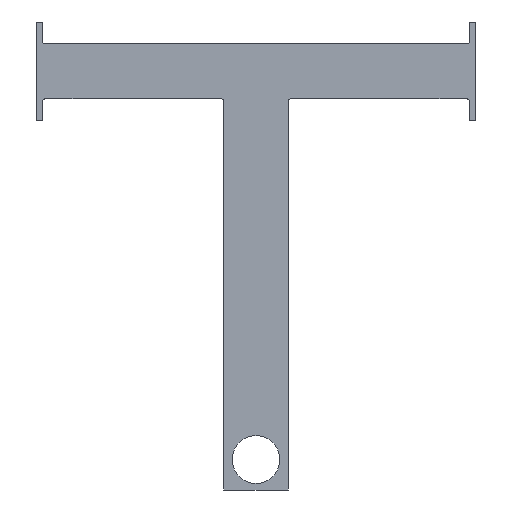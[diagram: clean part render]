
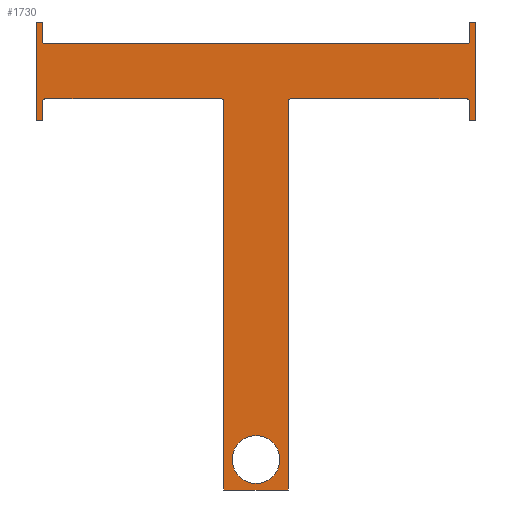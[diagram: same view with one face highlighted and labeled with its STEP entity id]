
A CAD part, front view. The second image highlights one B-rep face of the part: STEP entity #1730.
In plain terms, the highlighted planar face has unit normal (0, -1, 0).
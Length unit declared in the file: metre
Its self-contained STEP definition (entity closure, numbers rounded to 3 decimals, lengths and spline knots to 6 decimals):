
#103=CIRCLE('',#1870,0.010855);
#104=CIRCLE('',#1873,0.001);
#105=CIRCLE('',#1874,0.001);
#106=CIRCLE('',#1875,0.001);
#107=CIRCLE('',#1876,0.001);
#108=CIRCLE('',#1877,0.001);
#109=CIRCLE('',#1878,0.001);
#110=CIRCLE('',#1879,0.001);
#111=CIRCLE('',#1880,0.001);
#112=CIRCLE('',#1881,0.001);
#113=CIRCLE('',#1882,0.001);
#271=ORIENTED_EDGE('',*,*,#749,.F.);
#272=ORIENTED_EDGE('',*,*,#753,.T.);
#273=ORIENTED_EDGE('',*,*,#754,.T.);
#274=ORIENTED_EDGE('',*,*,#755,.F.);
#275=ORIENTED_EDGE('',*,*,#739,.T.);
#276=ORIENTED_EDGE('',*,*,#756,.T.);
#277=ORIENTED_EDGE('',*,*,#757,.T.);
#278=ORIENTED_EDGE('',*,*,#758,.F.);
#279=ORIENTED_EDGE('',*,*,#759,.T.);
#280=ORIENTED_EDGE('',*,*,#656,.T.);
#281=ORIENTED_EDGE('',*,*,#760,.T.);
#282=ORIENTED_EDGE('',*,*,#761,.T.);
#283=ORIENTED_EDGE('',*,*,#762,.T.);
#284=ORIENTED_EDGE('',*,*,#763,.F.);
#285=ORIENTED_EDGE('',*,*,#746,.F.);
#286=ORIENTED_EDGE('',*,*,#764,.T.);
#287=ORIENTED_EDGE('',*,*,#765,.T.);
#288=ORIENTED_EDGE('',*,*,#766,.F.);
#289=ORIENTED_EDGE('',*,*,#767,.T.);
#290=ORIENTED_EDGE('',*,*,#664,.F.);
#291=ORIENTED_EDGE('',*,*,#768,.T.);
#292=ORIENTED_EDGE('',*,*,#714,.F.);
#293=ORIENTED_EDGE('',*,*,#748,.T.);
#294=ORIENTED_EDGE('',*,*,#726,.T.);
#295=ORIENTED_EDGE('',*,*,#769,.T.);
#296=ORIENTED_EDGE('',*,*,#750,.F.);
#297=ORIENTED_EDGE('',*,*,#770,.T.);
#656=EDGE_CURVE('',#904,#903,#1071,.T.);
#664=EDGE_CURVE('',#911,#912,#1077,.T.);
#714=EDGE_CURVE('',#958,#959,#1112,.T.);
#726=EDGE_CURVE('',#969,#968,#1124,.T.);
#739=EDGE_CURVE('',#981,#980,#1131,.T.);
#746=EDGE_CURVE('',#986,#987,#1134,.T.);
#748=EDGE_CURVE('',#958,#969,#1136,.T.);
#749=EDGE_CURVE('',#988,#988,#103,.T.);
#750=EDGE_CURVE('',#989,#990,#1137,.T.);
#753=EDGE_CURVE('',#991,#992,#1140,.T.);
#754=EDGE_CURVE('',#992,#993,#104,.T.);
#755=EDGE_CURVE('',#981,#993,#1141,.T.);
#756=EDGE_CURVE('',#980,#994,#1142,.T.);
#757=EDGE_CURVE('',#994,#995,#105,.T.);
#758=EDGE_CURVE('',#996,#995,#1143,.T.);
#759=EDGE_CURVE('',#996,#904,#106,.F.);
#760=EDGE_CURVE('',#903,#997,#107,.F.);
#761=EDGE_CURVE('',#997,#998,#1144,.T.);
#762=EDGE_CURVE('',#998,#999,#108,.T.);
#763=EDGE_CURVE('',#987,#999,#1145,.T.);
#764=EDGE_CURVE('',#986,#1000,#1146,.T.);
#765=EDGE_CURVE('',#1000,#1001,#109,.T.);
#766=EDGE_CURVE('',#1002,#1001,#1147,.T.);
#767=EDGE_CURVE('',#1002,#912,#110,.F.);
#768=EDGE_CURVE('',#911,#959,#111,.F.);
#769=EDGE_CURVE('',#968,#990,#112,.F.);
#770=EDGE_CURVE('',#989,#991,#113,.F.);
#903=VERTEX_POINT('',#2572);
#904=VERTEX_POINT('',#2574);
#911=VERTEX_POINT('',#2589);
#912=VERTEX_POINT('',#2591);
#958=VERTEX_POINT('',#2689);
#959=VERTEX_POINT('',#2690);
#968=VERTEX_POINT('',#2711);
#969=VERTEX_POINT('',#2713);
#980=VERTEX_POINT('',#2737);
#981=VERTEX_POINT('',#2739);
#986=VERTEX_POINT('',#2751);
#987=VERTEX_POINT('',#2753);
#988=VERTEX_POINT('',#2759);
#989=VERTEX_POINT('',#2762);
#990=VERTEX_POINT('',#2763);
#991=VERTEX_POINT('',#2768);
#992=VERTEX_POINT('',#2769);
#993=VERTEX_POINT('',#2771);
#994=VERTEX_POINT('',#2774);
#995=VERTEX_POINT('',#2776);
#996=VERTEX_POINT('',#2778);
#997=VERTEX_POINT('',#2781);
#998=VERTEX_POINT('',#2783);
#999=VERTEX_POINT('',#2785);
#1000=VERTEX_POINT('',#2788);
#1001=VERTEX_POINT('',#2790);
#1002=VERTEX_POINT('',#2792);
#1071=LINE('',#2573,#1228);
#1077=LINE('',#2590,#1234);
#1112=LINE('',#2688,#1269);
#1124=LINE('',#2712,#1281);
#1131=LINE('',#2738,#1288);
#1134=LINE('',#2752,#1291);
#1136=LINE('',#2756,#1293);
#1137=LINE('',#2761,#1294);
#1140=LINE('',#2767,#1297);
#1141=LINE('',#2772,#1298);
#1142=LINE('',#2773,#1299);
#1143=LINE('',#2777,#1300);
#1144=LINE('',#2782,#1301);
#1145=LINE('',#2786,#1302);
#1146=LINE('',#2787,#1303);
#1147=LINE('',#2791,#1304);
#1228=VECTOR('',#2037,1.);
#1234=VECTOR('',#2049,1.);
#1269=VECTOR('',#2118,1.);
#1281=VECTOR('',#2132,1.);
#1288=VECTOR('',#2153,1.);
#1291=VECTOR('',#2166,1.);
#1293=VECTOR('',#2170,1.);
#1294=VECTOR('',#2177,1.);
#1297=VECTOR('',#2182,1.);
#1298=VECTOR('',#2185,1.);
#1299=VECTOR('',#2186,1.);
#1300=VECTOR('',#2189,1.);
#1301=VECTOR('',#2194,1.);
#1302=VECTOR('',#2197,1.);
#1303=VECTOR('',#2198,1.);
#1304=VECTOR('',#2201,1.);
#1411=EDGE_LOOP('',(#271));
#1412=EDGE_LOOP('',(#272,#273,#274,#275,#276,#277,#278,#279,#280,#281,#282,
#283,#284,#285,#286,#287,#288,#289,#290,#291,#292,#293,#294,#295,#296,#297));
#1558=FACE_BOUND('',#1411,.T.);
#1559=FACE_BOUND('',#1412,.T.);
#1680=PLANE('',#1872);
#1730=ADVANCED_FACE('',(#1558,#1559),#1680,.T.);
#1870=AXIS2_PLACEMENT_3D('',#2758,#2173,#2174);
#1872=AXIS2_PLACEMENT_3D('',#2766,#2180,#2181);
#1873=AXIS2_PLACEMENT_3D('',#2770,#2183,#2184);
#1874=AXIS2_PLACEMENT_3D('',#2775,#2187,#2188);
#1875=AXIS2_PLACEMENT_3D('',#2779,#2190,#2191);
#1876=AXIS2_PLACEMENT_3D('',#2780,#2192,#2193);
#1877=AXIS2_PLACEMENT_3D('',#2784,#2195,#2196);
#1878=AXIS2_PLACEMENT_3D('',#2789,#2199,#2200);
#1879=AXIS2_PLACEMENT_3D('',#2793,#2202,#2203);
#1880=AXIS2_PLACEMENT_3D('',#2794,#2204,#2205);
#1881=AXIS2_PLACEMENT_3D('',#2795,#2206,#2207);
#1882=AXIS2_PLACEMENT_3D('',#2796,#2208,#2209);
#2037=DIRECTION('',(-1.,0.,0.));
#2049=DIRECTION('',(-1.,0.,0.));
#2118=DIRECTION('',(0.,0.,1.));
#2132=DIRECTION('',(0.,0.,1.));
#2153=DIRECTION('',(0.,0.,1.));
#2166=DIRECTION('',(0.,0.,1.));
#2170=DIRECTION('',(1.,0.,0.));
#2173=DIRECTION('',(0.,-1.,0.));
#2174=DIRECTION('',(0.,0.,-1.));
#2177=DIRECTION('',(-1.,0.,0.));
#2180=DIRECTION('',(0.,-1.,0.));
#2181=DIRECTION('',(1.,0.,0.));
#2182=DIRECTION('',(0.,0.,-1.));
#2183=DIRECTION('',(0.,-1.,0.));
#2184=DIRECTION('',(0.,0.,-1.));
#2185=DIRECTION('',(-1.,0.,0.));
#2186=DIRECTION('',(-1.,0.,0.));
#2187=DIRECTION('',(0.,-1.,0.));
#2188=DIRECTION('',(0.,0.,-1.));
#2189=DIRECTION('',(0.,0.,1.));
#2190=DIRECTION('',(0.,-1.,0.));
#2191=DIRECTION('',(0.,0.,-1.));
#2192=DIRECTION('',(0.,-1.,0.));
#2193=DIRECTION('',(0.,0.,-1.));
#2194=DIRECTION('',(0.,0.,1.));
#2195=DIRECTION('',(0.,-1.,0.));
#2196=DIRECTION('',(0.,0.,-1.));
#2197=DIRECTION('',(1.,0.,0.));
#2198=DIRECTION('',(1.,0.,0.));
#2199=DIRECTION('',(0.,-1.,0.));
#2200=DIRECTION('',(0.,0.,-1.));
#2201=DIRECTION('',(0.,0.,-1.));
#2202=DIRECTION('',(0.,-1.,0.));
#2203=DIRECTION('',(0.,0.,-1.));
#2204=DIRECTION('',(0.,-1.,0.));
#2205=DIRECTION('',(0.,0.,-1.));
#2206=DIRECTION('',(0.,-1.,0.));
#2207=DIRECTION('',(0.,0.,-1.));
#2208=DIRECTION('',(0.,-1.,0.));
#2209=DIRECTION('',(0.,0.,-1.));
#2572=CARTESIAN_POINT('',(-0.096,-0.025,0.2028));
#2573=CARTESIAN_POINT('',(0.,-0.025,0.2028));
#2574=CARTESIAN_POINT('',(0.096,-0.025,0.2028));
#2589=CARTESIAN_POINT('',(-0.015605,-0.025,0.1778));
#2590=CARTESIAN_POINT('',(-0.057302,-0.025,0.1778));
#2591=CARTESIAN_POINT('',(-0.096,-0.025,0.1778));
#2688=CARTESIAN_POINT('',(-0.014605,-0.025,0.0889));
#2689=CARTESIAN_POINT('',(-0.014605,-0.025,0.));
#2690=CARTESIAN_POINT('',(-0.014605,-0.025,0.1768));
#2711=CARTESIAN_POINT('',(0.014605,-0.025,0.1768));
#2712=CARTESIAN_POINT('',(0.014605,-0.025,0.0889));
#2713=CARTESIAN_POINT('',(0.014605,-0.025,0.));
#2737=CARTESIAN_POINT('',(0.1,-0.025,0.2128));
#2738=CARTESIAN_POINT('',(0.1,-0.025,0.1903));
#2739=CARTESIAN_POINT('',(0.1,-0.025,0.1678));
#2751=CARTESIAN_POINT('',(-0.1,-0.025,0.1678));
#2752=CARTESIAN_POINT('',(-0.1,-0.025,0.1903));
#2753=CARTESIAN_POINT('',(-0.1,-0.025,0.2128));
#2756=CARTESIAN_POINT('',(0.,-0.025,0.));
#2758=CARTESIAN_POINT('',(0.,-0.025,0.013855));
#2759=CARTESIAN_POINT('',(0.,-0.025,0.003));
#2761=CARTESIAN_POINT('',(0.057302,-0.025,0.1778));
#2762=CARTESIAN_POINT('',(0.096,-0.025,0.1778));
#2763=CARTESIAN_POINT('',(0.015605,-0.025,0.1778));
#2766=CARTESIAN_POINT('',(0.,-0.025,0.1014));
#2767=CARTESIAN_POINT('',(0.097,-0.025,0.1728));
#2768=CARTESIAN_POINT('',(0.097,-0.025,0.1768));
#2769=CARTESIAN_POINT('',(0.097,-0.025,0.1688));
#2770=CARTESIAN_POINT('',(0.098,-0.025,0.1688));
#2771=CARTESIAN_POINT('',(0.098,-0.025,0.1678));
#2772=CARTESIAN_POINT('',(0.0985,-0.025,0.1678));
#2773=CARTESIAN_POINT('',(0.0985,-0.025,0.2128));
#2774=CARTESIAN_POINT('',(0.098,-0.025,0.2128));
#2775=CARTESIAN_POINT('',(0.098,-0.025,0.2118));
#2776=CARTESIAN_POINT('',(0.097,-0.025,0.2118));
#2777=CARTESIAN_POINT('',(0.097,-0.025,0.2078));
#2778=CARTESIAN_POINT('',(0.097,-0.025,0.2038));
#2779=CARTESIAN_POINT('',(0.096,-0.025,0.2038));
#2780=CARTESIAN_POINT('',(-0.096,-0.025,0.2038));
#2781=CARTESIAN_POINT('',(-0.097,-0.025,0.2038));
#2782=CARTESIAN_POINT('',(-0.097,-0.025,0.2078));
#2783=CARTESIAN_POINT('',(-0.097,-0.025,0.2118));
#2784=CARTESIAN_POINT('',(-0.098,-0.025,0.2118));
#2785=CARTESIAN_POINT('',(-0.098,-0.025,0.2128));
#2786=CARTESIAN_POINT('',(-0.0985,-0.025,0.2128));
#2787=CARTESIAN_POINT('',(-0.0985,-0.025,0.1678));
#2788=CARTESIAN_POINT('',(-0.098,-0.025,0.1678));
#2789=CARTESIAN_POINT('',(-0.098,-0.025,0.1688));
#2790=CARTESIAN_POINT('',(-0.097,-0.025,0.1688));
#2791=CARTESIAN_POINT('',(-0.097,-0.025,0.1728));
#2792=CARTESIAN_POINT('',(-0.097,-0.025,0.1768));
#2793=CARTESIAN_POINT('',(-0.096,-0.025,0.1768));
#2794=CARTESIAN_POINT('',(-0.015605,-0.025,0.1768));
#2795=CARTESIAN_POINT('',(0.015605,-0.025,0.1768));
#2796=CARTESIAN_POINT('',(0.096,-0.025,0.1768));
